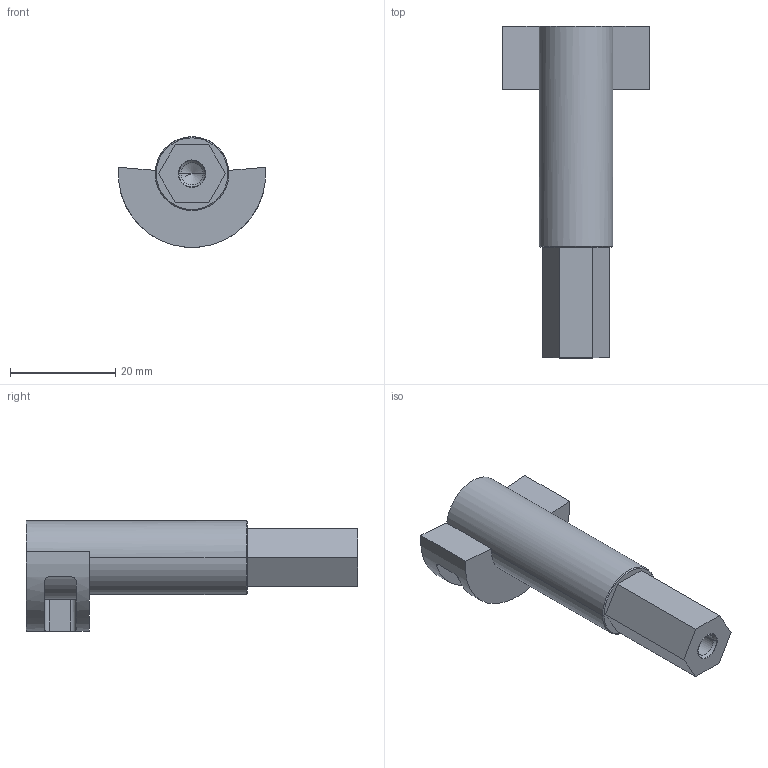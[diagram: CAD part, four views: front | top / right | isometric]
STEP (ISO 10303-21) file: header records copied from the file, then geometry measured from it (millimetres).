
FILE_DESCRIPTION((''),'2;1');
FILE_NAME('AXE','2020-09-21T',('U9002001'),(''),'CREO PARAMETRIC BY PTC INC, 2015200','CREO PARAMETRIC BY PTC INC, 2015200','');
FILE_SCHEMA(('AUTOMOTIVE_DESIGN { 1 0 10303 214 1 1 1 1 }'));
Length unit declared in the file: millimetre
Products named in the file (1): AXE
Bounding box: 27.89 x 63 x 20.96 mm (x, y, z)
Volume: 8866.9 mm3; surface area: 5327.7 mm2
Topology: 1 solids, 2 shells, 50 faces, 124 edges, 78 vertices
Faces by surface type: plane 21, cylinder 19, cone 10
Entity records: 4529 total; most frequent: CARTESIAN_POINT 2718, DIRECTION 269, ORIENTED_EDGE 236, PRESENTATION_STYLE_ASSIGNMENT 131, STYLED_ITEM 130, CURVE_STYLE 127, EDGE_CURVE 120, AXIS2_PLACEMENT_3D 98
